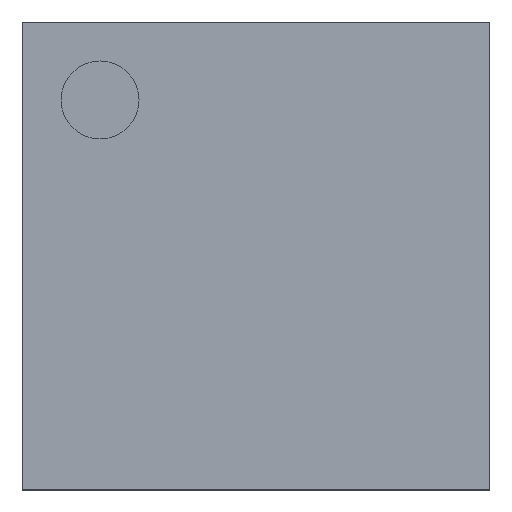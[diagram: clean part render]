
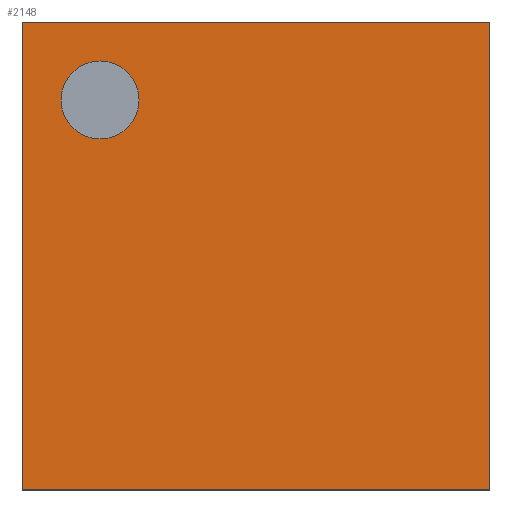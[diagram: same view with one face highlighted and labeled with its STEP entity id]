
A CAD part, top view. The second image highlights one B-rep face of the part: STEP entity #2148.
In plain terms, the highlighted planar face has unit normal (0, 0, 1).
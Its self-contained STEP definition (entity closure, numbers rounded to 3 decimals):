
#44=FACE_BOUND('',#305,.T.);
#70=CIRCLE('',#2310,0.25);
#175=FACE_OUTER_BOUND('',#304,.T.);
#304=EDGE_LOOP('',(#1697,#1698,#1699,#1700));
#305=EDGE_LOOP('',(#1701));
#491=LINE('',#3309,#743);
#497=LINE('',#3325,#749);
#502=LINE('',#3332,#754);
#509=LINE('',#3341,#761);
#743=VECTOR('',#2674,3.);
#749=VECTOR('',#2690,3.);
#754=VECTOR('',#2697,3.);
#761=VECTOR('',#2706,3.);
#979=VERTEX_POINT('',#3306);
#980=VERTEX_POINT('',#3308);
#983=VERTEX_POINT('',#3318);
#985=VERTEX_POINT('',#3324);
#986=VERTEX_POINT('',#3331);
#1221=EDGE_CURVE('',#980,#979,#491,.T.);
#1227=EDGE_CURVE('',#983,#983,#70,.T.);
#1229=EDGE_CURVE('',#985,#980,#497,.T.);
#1234=EDGE_CURVE('',#986,#985,#502,.T.);
#1241=EDGE_CURVE('',#979,#986,#509,.T.);
#1697=ORIENTED_EDGE('',*,*,#1241,.T.);
#1698=ORIENTED_EDGE('',*,*,#1234,.T.);
#1699=ORIENTED_EDGE('',*,*,#1229,.T.);
#1700=ORIENTED_EDGE('',*,*,#1221,.T.);
#1701=ORIENTED_EDGE('',*,*,#1227,.T.);
#2032=PLANE('',#2316);
#2148=ADVANCED_FACE('',(#175,#44),#2032,.T.);
#2310=AXIS2_PLACEMENT_3D('',#3319,#2683,#2684);
#2316=AXIS2_PLACEMENT_3D('',#3343,#2709,#2710);
#2674=DIRECTION('',(0.,1.,0.));
#2683=DIRECTION('center_axis',(0.,0.,-1.));
#2684=DIRECTION('ref_axis',(-1.,0.,0.));
#2690=DIRECTION('',(1.,0.,0.));
#2697=DIRECTION('',(0.,-1.,0.));
#2706=DIRECTION('',(-1.,0.,0.));
#2709=DIRECTION('center_axis',(0.,0.,1.));
#2710=DIRECTION('ref_axis',(1.,0.,0.));
#3306=CARTESIAN_POINT('',(1.5,1.5,0.8));
#3308=CARTESIAN_POINT('',(1.5,-1.5,0.8));
#3309=CARTESIAN_POINT('',(1.5,1.5,0.8));
#3318=CARTESIAN_POINT('',(-0.75,1.,0.8));
#3319=CARTESIAN_POINT('Origin',(-1.,1.,0.8));
#3324=CARTESIAN_POINT('',(-1.5,-1.5,0.8));
#3325=CARTESIAN_POINT('',(1.5,-1.5,0.8));
#3331=CARTESIAN_POINT('',(-1.5,1.5,0.8));
#3332=CARTESIAN_POINT('',(-1.5,-1.5,0.8));
#3341=CARTESIAN_POINT('',(-1.5,1.5,0.8));
#3343=CARTESIAN_POINT('Origin',(0.,0.,0.8));
